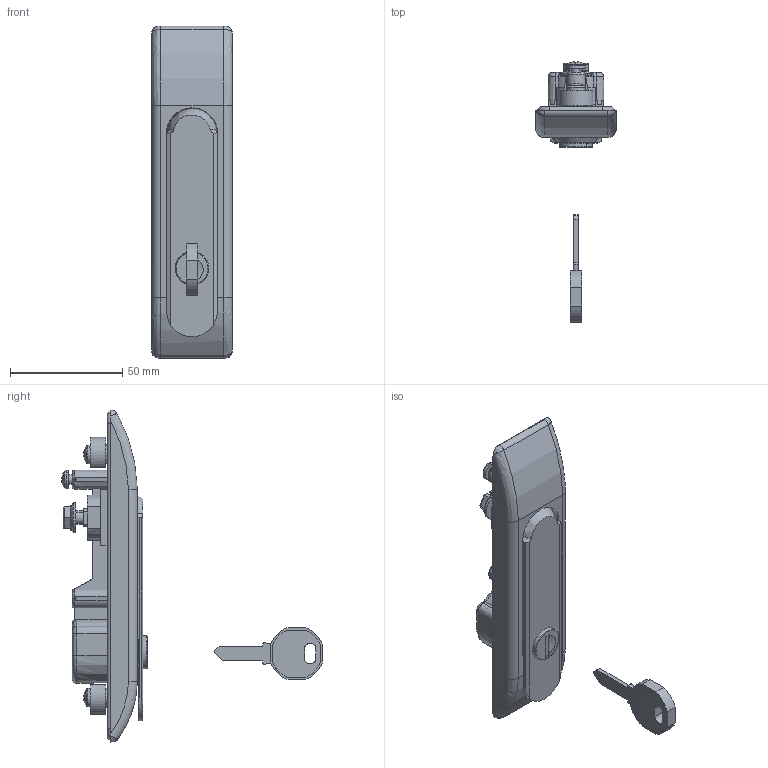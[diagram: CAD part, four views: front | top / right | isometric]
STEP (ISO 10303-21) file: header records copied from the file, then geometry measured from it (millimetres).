
FILE_DESCRIPTION((''),'2;1');
FILE_NAME('','2006-11-09T14:44:55',(''),(''),'','CADfix','');
FILE_SCHEMA(('AUTOMOTIVE_DESIGN'));
Length unit declared in the file: millimetre
Products named in the file (6): screw; lock; key; handle; base; TEA_1160_U202_27506_36
Assembly tree (6 placements, depth 2):
  TEA_1160_U202_27506_36
    screw  x2
    lock
    key
    handle
    base
Bounding box: 36 x 116.13 x 148 mm (x, y, z)
Volume: 63141.5 mm3; surface area: 38969.3 mm2
Topology: 6 solids, 6 shells, 553 faces, 1622 edges, 1111 vertices
Faces by surface type: bspline 553
Entity records: 21045 total; most frequent: CARTESIAN_POINT 12077, ORIENTED_EDGE 2972, EDGE_CURVE 1486, VERTEX_POINT 1009, QUASI_UNIFORM_CURVE 781, B_SPLINE_CURVE_WITH_KNOTS 694, EDGE_LOOP 541, FACE_OUTER_BOUND 512
